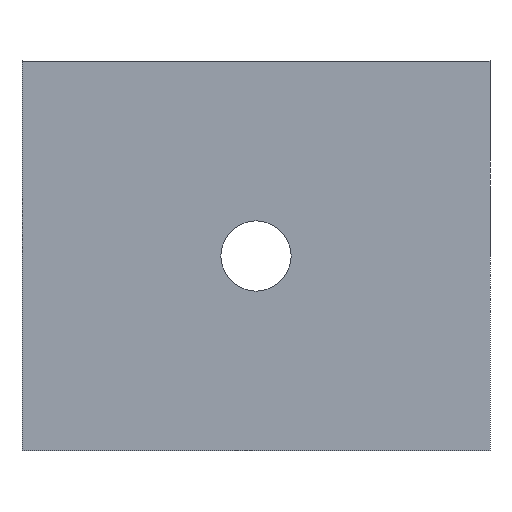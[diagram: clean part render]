
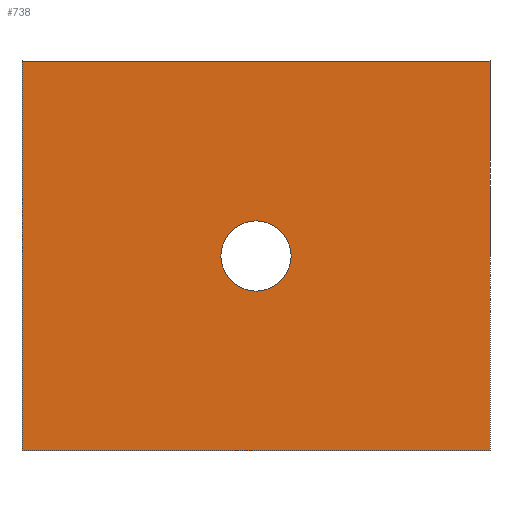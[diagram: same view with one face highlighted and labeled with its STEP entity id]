
A CAD part, front view. The second image highlights one B-rep face of the part: STEP entity #738.
In plain terms, the highlighted planar face has unit normal (0, -1, 0).
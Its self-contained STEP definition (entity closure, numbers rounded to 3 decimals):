
#20 = VERTEX_POINT ( 'NONE', #477 ) ;
#35 = DIRECTION ( 'NONE',  ( 0., 0., 1. ) ) ;
#85 = FACE_OUTER_BOUND ( 'NONE', #521, .T. ) ;
#94 = VECTOR ( 'NONE', #155, 1000. ) ;
#99 = CIRCLE ( 'NONE', #350, 22.5 ) ;
#107 = CARTESIAN_POINT ( 'NONE',  ( -150., -140., 125. ) ) ;
#133 = LINE ( 'NONE', #316, #94 ) ;
#135 = ORIENTED_EDGE ( 'NONE', *, *, #330, .F. ) ;
#155 = DIRECTION ( 'NONE',  ( 0., 0., 1. ) ) ;
#186 = CARTESIAN_POINT ( 'NONE',  ( 0., -140., 22.5 ) ) ;
#192 = CARTESIAN_POINT ( 'NONE',  ( 0., -140., -22.5 ) ) ;
#212 = EDGE_CURVE ( 'NONE', #491, #300, #406, .T. ) ;
#235 = VERTEX_POINT ( 'NONE', #547 ) ;
#273 = AXIS2_PLACEMENT_3D ( 'NONE', #506, #433, #35 ) ;
#286 = ORIENTED_EDGE ( 'NONE', *, *, #771, .T. ) ;
#300 = VERTEX_POINT ( 'NONE', #481 ) ;
#313 = PLANE ( 'NONE',  #408 ) ;
#316 = CARTESIAN_POINT ( 'NONE',  ( -150., -140., -125. ) ) ;
#330 = EDGE_CURVE ( 'NONE', #235, #491, #133, .T. ) ;
#333 = CARTESIAN_POINT ( 'NONE',  ( -150., -140., 125. ) ) ;
#336 = EDGE_CURVE ( 'NONE', #20, #235, #661, .T. ) ;
#348 = ORIENTED_EDGE ( 'NONE', *, *, #212, .F. ) ;
#350 = AXIS2_PLACEMENT_3D ( 'NONE', #724, #818, #809 ) ;
#376 = DIRECTION ( 'NONE',  ( -1., 0., 0. ) ) ;
#382 = EDGE_CURVE ( 'NONE', #300, #20, #389, .T. ) ;
#389 = LINE ( 'NONE', #605, #694 ) ;
#401 = CIRCLE ( 'NONE', #273, 22.5 ) ;
#406 = LINE ( 'NONE', #107, #646 ) ;
#408 = AXIS2_PLACEMENT_3D ( 'NONE', #573, #496, #565 ) ;
#430 = EDGE_CURVE ( 'NONE', #725, #715, #99, .T. ) ;
#433 = DIRECTION ( 'NONE',  ( 0., 1., 0. ) ) ;
#473 = ORIENTED_EDGE ( 'NONE', *, *, #382, .F. ) ;
#477 = CARTESIAN_POINT ( 'NONE',  ( 150., -140., -125. ) ) ;
#481 = CARTESIAN_POINT ( 'NONE',  ( 150., -140., 125. ) ) ;
#491 = VERTEX_POINT ( 'NONE', #333 ) ;
#496 = DIRECTION ( 'NONE',  ( 0., 1., 0. ) ) ;
#506 = CARTESIAN_POINT ( 'NONE',  ( 0., -140., 0. ) ) ;
#521 = EDGE_LOOP ( 'NONE', ( #473, #348, #135, #774 ) ) ;
#547 = CARTESIAN_POINT ( 'NONE',  ( -150., -140., -125. ) ) ;
#565 = DIRECTION ( 'NONE',  ( 0., 0., 1. ) ) ;
#573 = CARTESIAN_POINT ( 'NONE',  ( 150., -140., 125. ) ) ;
#605 = CARTESIAN_POINT ( 'NONE',  ( 150., -140., -125. ) ) ;
#635 = FACE_BOUND ( 'NONE', #794, .T. ) ;
#646 = VECTOR ( 'NONE', #817, 1000. ) ;
#655 = ORIENTED_EDGE ( 'NONE', *, *, #430, .T. ) ;
#661 = LINE ( 'NONE', #808, #673 ) ;
#673 = VECTOR ( 'NONE', #376, 1000. ) ;
#694 = VECTOR ( 'NONE', #745, 1000. ) ;
#715 = VERTEX_POINT ( 'NONE', #192 ) ;
#724 = CARTESIAN_POINT ( 'NONE',  ( 0., -140., 0. ) ) ;
#725 = VERTEX_POINT ( 'NONE', #186 ) ;
#738 = ADVANCED_FACE ( 'NONE', ( #635, #85 ), #313, .F. ) ;
#745 = DIRECTION ( 'NONE',  ( 0., 0., -1. ) ) ;
#771 = EDGE_CURVE ( 'NONE', #715, #725, #401, .T. ) ;
#774 = ORIENTED_EDGE ( 'NONE', *, *, #336, .F. ) ;
#794 = EDGE_LOOP ( 'NONE', ( #655, #286 ) ) ;
#808 = CARTESIAN_POINT ( 'NONE',  ( -150., -140., -125. ) ) ;
#809 = DIRECTION ( 'NONE',  ( 0., 0., 1. ) ) ;
#817 = DIRECTION ( 'NONE',  ( 1., 0., 0. ) ) ;
#818 = DIRECTION ( 'NONE',  ( 0., 1., 0. ) ) ;
